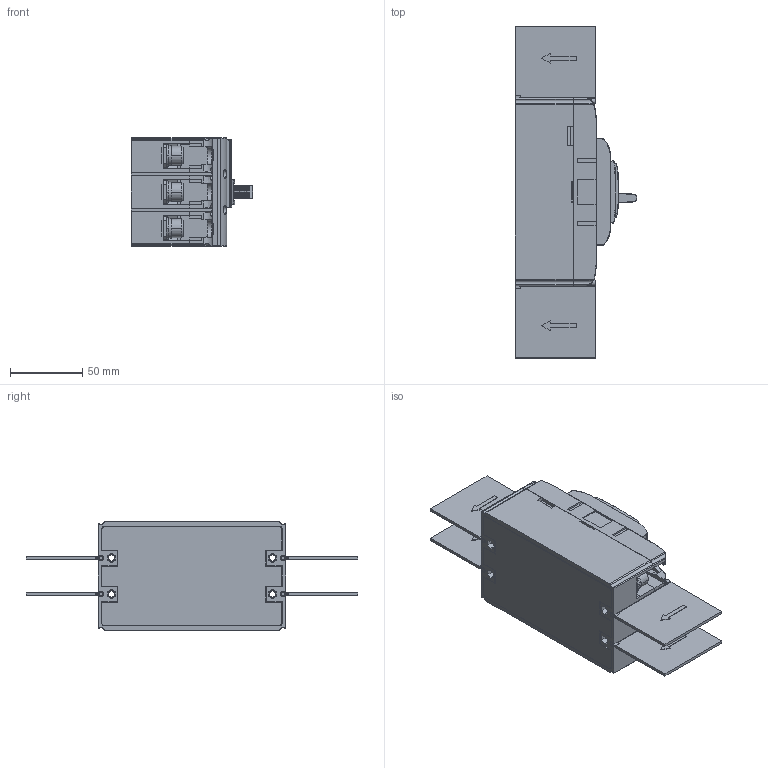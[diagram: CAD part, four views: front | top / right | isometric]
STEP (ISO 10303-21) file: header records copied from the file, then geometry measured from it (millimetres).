
FILE_DESCRIPTION((''),'2;1');
FILE_NAME('TGM1N-125-3P_ASM','2019-03-14T',('Administrator'),(''),'PRO/ENGINEER BY PARAMETRIC TECHNOLOGY CORPORATION, 2017170','PRO/ENGINEER BY PARAMETRIC TECHNOLOGY CORPORATION, 2017170','');
FILE_SCHEMA(('CONFIG_CONTROL_DESIGN'));
Products named in the file (25): 8TZD-024-1171_175; GB-T809-M3_5X10-B_2; 5TZD-024-1171_ASM_79_ASM; 8TZD-585-1222_2; 5TZD-552-1153_ASM_2_ASM; GB-T109-2X7_AF0_2; 5TZD-552-1154_ASM_2_ASM; 8TZD-585-1223_2; 5TZD-599-1156_ASM_2_ASM; 5TZD-599-1157_ASM_81_ASM; 6TZD-716-1023_ASM_52_ASM; GB-T9074_4-M3X6_2; GB-T9074_4-M3X10_2; 8TZD-742-1352_2; 8TZD-742-1353_2; Q-TZJ0301_1-M8X16_2; 8TZD-750-1115_50; 8TZD-742-1342_2; 8TZD_253_3030_12; 8TZD_315_3108_19; 8TZD-325-1048_1; 8TZD_253_3005_9; 8TZD_315_3109-1_8; 2TZD-256-1114_ASM_37_ASM; TGM1N-125-3P_ASM
Assembly tree (48 placements, depth 6):
  TGM1N-125-3P_ASM
    2TZD-256-1114_ASM_37_ASM
      5TZD-024-1171_ASM_79_ASM
        8TZD-024-1171_175
        GB-T809-M3_5X10-B_2  x4
      5TZD-552-1154_ASM_2_ASM  x3
        5TZD-552-1153_ASM_2_ASM
          8TZD-585-1222_2
        GB-T109-2X7_AF0_2
      6TZD-716-1023_ASM_52_ASM
        5TZD-599-1157_ASM_81_ASM
          5TZD-599-1156_ASM_2_ASM  x3
            8TZD-585-1223_2
      GB-T9074_4-M3X6_2  x4
      GB-T9074_4-M3X10_2  x3
      8TZD-742-1352_2  x3
      8TZD-742-1353_2  x3
      Q-TZJ0301_1-M8X16_2  x6
      8TZD-750-1115_50
      8TZD-742-1342_2  x4
      8TZD_253_3030_12
      8TZD_315_3108_19
      8TZD-325-1048_1
      8TZD_253_3005_9
      8TZD_315_3109-1_8
Bounding box: 83.83 x 229.9 x 75 mm (x, y, z)
Volume: 592653.3 mm3; surface area: 208839.3 mm2
Topology: 49 solids, 86 shells, 3889 faces, 10478 edges, 6850 vertices
Faces by surface type: plane 2626, cylinder 875, cone 150, bspline 90, torus 80, sphere 50, extrusion 18
Entity records: 110146 total; most frequent: CARTESIAN_POINT 33364, ORIENTED_EDGE 16336, DIRECTION 15246, EDGE_CURVE 8180, VECTOR 5798, LINE 5780, VERTEX_POINT 5365, AXIS2_PLACEMENT_3D 4724
